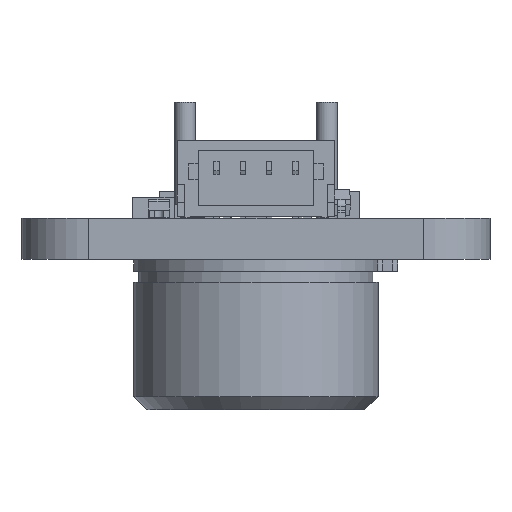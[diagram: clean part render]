
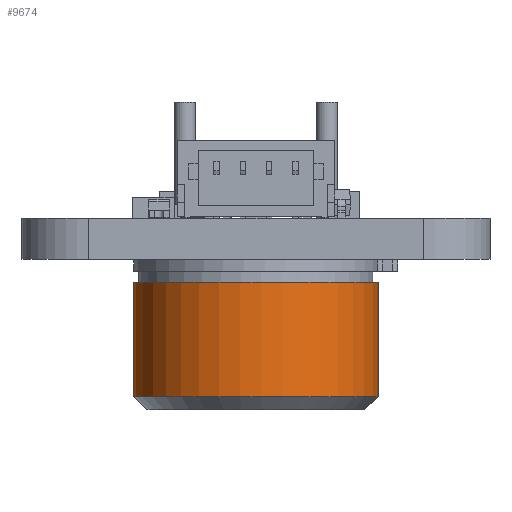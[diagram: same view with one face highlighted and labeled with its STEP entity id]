
A CAD part, left-side view. The second image highlights one B-rep face of the part: STEP entity #9674.
In plain terms, the highlighted cylindrical face has radius 4.65 mm (diameter 9.3 mm), a full revolution.
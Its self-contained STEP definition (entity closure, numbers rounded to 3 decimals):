
#1029=FACE_OUTER_BOUND('',#1576,.T.);
#1576=EDGE_LOOP('',(#8590,#8591,#8592,#8593));
#2687=LINE('',#15634,#3772);
#3772=VECTOR('',#12870,4.65);
#3961=CIRCLE('',#10459,4.65);
#3963=CIRCLE('',#10462,4.65);
#4801=VERTEX_POINT('',#15627);
#4803=VERTEX_POINT('',#15633);
#6071=EDGE_CURVE('',#4801,#4801,#3961,.T.);
#6074=EDGE_CURVE('',#4801,#4803,#2687,.T.);
#6075=EDGE_CURVE('',#4803,#4803,#3963,.T.);
#8590=ORIENTED_EDGE('',*,*,#6071,.F.);
#8591=ORIENTED_EDGE('',*,*,#6074,.T.);
#8592=ORIENTED_EDGE('',*,*,#6075,.T.);
#8593=ORIENTED_EDGE('',*,*,#6074,.F.);
#8804=CYLINDRICAL_SURFACE('',#10461,4.65);
#9674=ADVANCED_FACE('',(#1029),#8804,.T.);
#10459=AXIS2_PLACEMENT_3D('',#15628,#12863,#12864);
#10461=AXIS2_PLACEMENT_3D('',#15632,#12868,#12869);
#10462=AXIS2_PLACEMENT_3D('',#15635,#12871,#12872);
#12863=DIRECTION('center_axis',(0.,0.,
1.));
#12864=DIRECTION('ref_axis',(-0.383,-0.924,0.));
#12868=DIRECTION('center_axis',(0.,0.,
1.));
#12869=DIRECTION('ref_axis',(-0.383,-0.924,0.));
#12870=DIRECTION('',(0.,0.,-1.));
#12871=DIRECTION('center_axis',(0.,0.,
1.));
#12872=DIRECTION('ref_axis',(-0.383,-0.924,0.));
#15627=CARTESIAN_POINT('',(1.781,4.304,5.22));
#15628=CARTESIAN_POINT('Origin',(0.002,0.008,
5.22));
#15632=CARTESIAN_POINT('Origin',(0.002,0.008,
0.87));
#15633=CARTESIAN_POINT('',(1.781,4.304,0.87));
#15634=CARTESIAN_POINT('',(1.781,4.304,0.87));
#15635=CARTESIAN_POINT('Origin',(0.002,0.008,
0.87));
